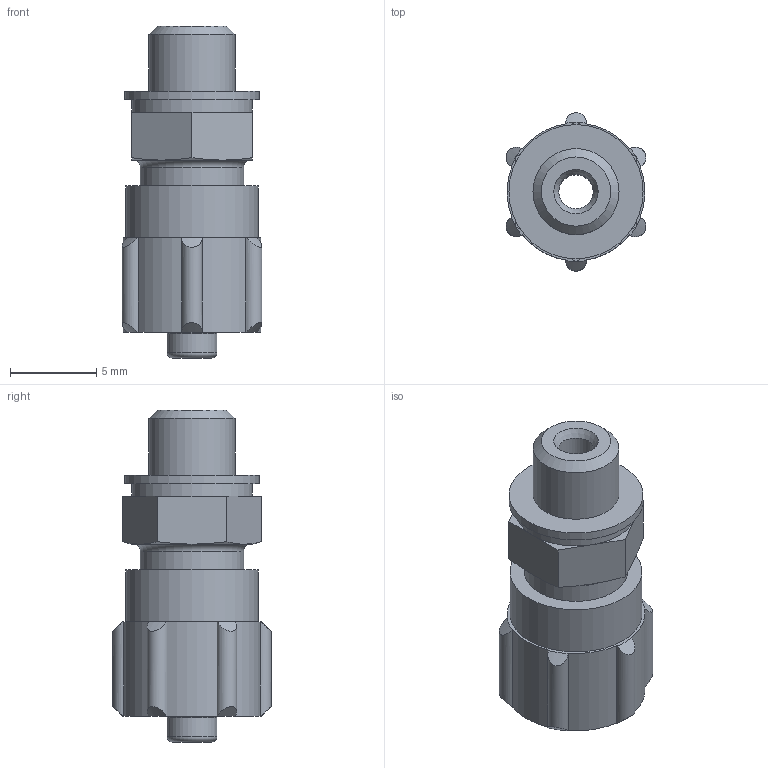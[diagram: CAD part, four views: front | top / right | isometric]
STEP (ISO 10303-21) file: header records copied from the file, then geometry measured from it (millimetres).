
FILE_DESCRIPTION(/* description */ ('STEP AP214'),/* implementation_level */ '2;1');
FILE_NAME(/* name */ '3561_CK-M5-PK-3',/* time_stamp */ '2024-08-05T14:35:12+02:00',/* author */ ('License CC BY-ND 4.0'),/* organization */ ('CADENAS'),/* preprocessor_version */ 'ST-DEVELOPER v19.3',/* originating_system */ 'PARTsolutions',/* authorisation */ ' ');
FILE_SCHEMA (('AUTOMOTIVE_DESIGN {1 0 10303 214 3 1 1}'));
Length unit declared in the file: millimetre
Products named in the file (1): 3561 CK-M5-PK-3
Bounding box: 8.13 x 9.2 x 19.3 mm (x, y, z)
Volume: 626.4 mm3; surface area: 807.1 mm2
Topology: 1 solids, 1 shells, 70 faces, 161 edges, 100 vertices
Faces by surface type: cone 23, cylinder 22, plane 21, torus 4
Full cylindrical faces by diameter (mm): 2 x1, 2.9 x1, 3.4 x1, 4.4 x1, 5 x1, 5.188 x1, 6 x1, 7 x1, 7.7 x1, 7.8 x1
Entity records: 2472 total; most frequent: CARTESIAN_POINT 429, DIRECTION 344, ORIENTED_EDGE 280, AXIS2_PLACEMENT_3D 157, EDGE_CURVE 140, VERTEX_POINT 98, EDGE_LOOP 98, FACE_BOUND 98
